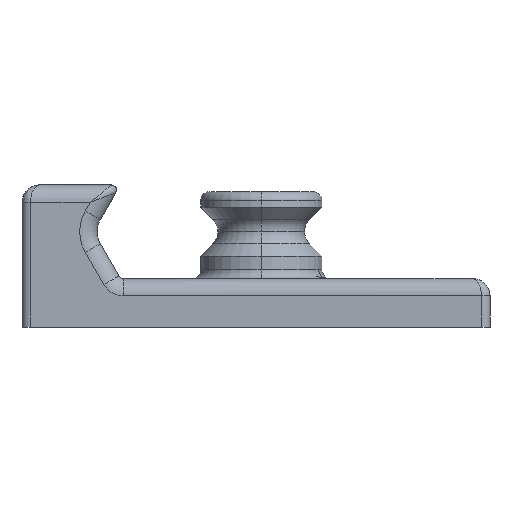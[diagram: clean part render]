
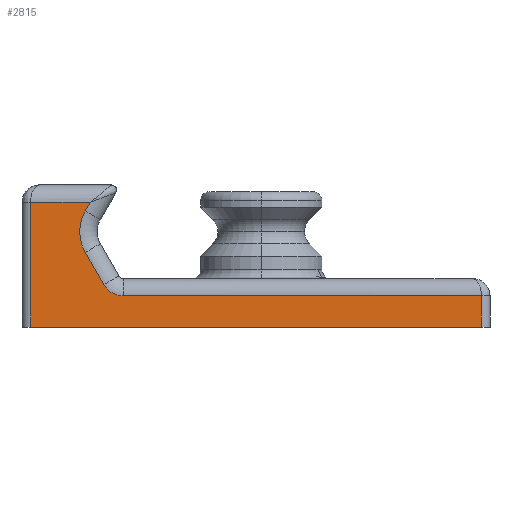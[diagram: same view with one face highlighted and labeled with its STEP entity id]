
A CAD part, left-side view. The second image highlights one B-rep face of the part: STEP entity #2815.
In plain terms, the highlighted planar face has unit normal (-1, 0, 0).
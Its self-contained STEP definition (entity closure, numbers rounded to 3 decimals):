
#72 = CARTESIAN_POINT ( 'NONE',  ( 0., 22.454, 8.25 ) ) ;
#132 = DIRECTION ( 'NONE',  ( 0., -1., 0. ) ) ;
#139 = ORIENTED_EDGE ( 'NONE', *, *, #1329, .T. ) ;
#147 = CARTESIAN_POINT ( 'NONE',  ( 0., 0.5, 0. ) ) ;
#160 = CARTESIAN_POINT ( 'NONE',  ( 0., 23.06, 7.2 ) ) ;
#235 = ORIENTED_EDGE ( 'NONE', *, *, #3058, .T. ) ;
#257 = AXIS2_PLACEMENT_3D ( 'NONE', #3578, #3048, #3326 ) ;
#268 = AXIS2_PLACEMENT_3D ( 'NONE', #2784, #2386, #3376 ) ;
#285 = PLANE ( 'NONE',  #257 ) ;
#319 = VECTOR ( 'NONE', #1555, 1000. ) ;
#363 = CARTESIAN_POINT ( 'NONE',  ( 0., 0.5, 2.8 ) ) ;
#386 = CIRCLE ( 'NONE', #2750, 2.4 ) ;
#443 = VECTOR ( 'NONE', #132, 1000. ) ;
#450 = CARTESIAN_POINT ( 'NONE',  ( 0., 0., 0. ) ) ;
#493 = DIRECTION ( 'NONE',  ( 1., 0., 0. ) ) ;
#503 = VERTEX_POINT ( 'NONE', #2171 ) ;
#508 = ORIENTED_EDGE ( 'NONE', *, *, #3342, .T. ) ;
#521 = DIRECTION ( 'NONE',  ( 0., 0.5, 0.866 ) ) ;
#530 = EDGE_CURVE ( 'NONE', #3266, #1598, #2890, .T. ) ;
#553 = CARTESIAN_POINT ( 'NONE',  ( 0., 0.5, 1.8 ) ) ;
#688 = EDGE_CURVE ( 'NONE', #2576, #3555, #3856, .T. ) ;
#816 = EDGE_LOOP ( 'NONE', ( #2630, #2654, #139, #508, #3855, #1554, #2629, #3585, #235 ) ) ;
#923 = VERTEX_POINT ( 'NONE', #3948 ) ;
#1026 = LINE ( 'NONE', #363, #319 ) ;
#1032 = DIRECTION ( 'NONE',  ( 0., 0., -1. ) ) ;
#1064 = CARTESIAN_POINT ( 'NONE',  ( 0., 21.27, 5.5 ) ) ;
#1137 = VECTOR ( 'NONE', #2721, 1000. ) ;
#1234 = FACE_OUTER_BOUND ( 'NONE', #816, .T. ) ;
#1317 = VERTEX_POINT ( 'NONE', #147 ) ;
#1329 = EDGE_CURVE ( 'NONE', #503, #923, #1396, .T. ) ;
#1371 = VERTEX_POINT ( 'NONE', #553 ) ;
#1396 = LINE ( 'NONE', #2616, #2528 ) ;
#1478 = CARTESIAN_POINT ( 'NONE',  ( 0., 23.349, 4.3 ) ) ;
#1517 = EDGE_CURVE ( 'NONE', #1371, #2576, #2941, .T. ) ;
#1554 = ORIENTED_EDGE ( 'NONE', *, *, #1517, .T. ) ;
#1555 = DIRECTION ( 'NONE',  ( 0., 0., 1. ) ) ;
#1598 = VERTEX_POINT ( 'NONE', #160 ) ;
#1627 = VECTOR ( 'NONE', #1914, 1000. ) ;
#1634 = EDGE_CURVE ( 'NONE', #3555, #1716, #2988, .T. ) ;
#1716 = VERTEX_POINT ( 'NONE', #1478 ) ;
#1914 = DIRECTION ( 'NONE',  ( 0., -0.5, 0.866 ) ) ;
#2009 = DIRECTION ( 'NONE',  ( 0., 1., 0. ) ) ;
#2171 = CARTESIAN_POINT ( 'NONE',  ( 0., 26.5, 7.2 ) ) ;
#2285 = DIRECTION ( 'NONE',  ( 0., 0., -1. ) ) ;
#2309 = CARTESIAN_POINT ( 'NONE',  ( 0., 23.349, 4.3 ) ) ;
#2386 = DIRECTION ( 'NONE',  ( 1., 0., 0. ) ) ;
#2510 = EDGE_CURVE ( 'NONE', #1598, #503, #3661, .T. ) ;
#2528 = VECTOR ( 'NONE', #1032, 1000. ) ;
#2557 = EDGE_CURVE ( 'NONE', #1317, #1371, #1026, .T. ) ;
#2576 = VERTEX_POINT ( 'NONE', #3426 ) ;
#2605 = CARTESIAN_POINT ( 'NONE',  ( 0., 0., 1.8 ) ) ;
#2616 = CARTESIAN_POINT ( 'NONE',  ( 0., 26.5, 2.8 ) ) ;
#2629 = ORIENTED_EDGE ( 'NONE', *, *, #688, .T. ) ;
#2630 = ORIENTED_EDGE ( 'NONE', *, *, #530, .T. ) ;
#2654 = ORIENTED_EDGE ( 'NONE', *, *, #2510, .T. ) ;
#2721 = DIRECTION ( 'NONE',  ( 0., 1., 0. ) ) ;
#2750 = AXIS2_PLACEMENT_3D ( 'NONE', #1064, #493, #2285 ) ;
#2784 = CARTESIAN_POINT ( 'NONE',  ( 0., 21.155, 3.1 ) ) ;
#2815 = ADVANCED_FACE ( 'NONE', ( #1234 ), #285, .F. ) ;
#2826 = CARTESIAN_POINT ( 'NONE',  ( 0., 23.349, 6.7 ) ) ;
#2890 = LINE ( 'NONE', #72, #1627 ) ;
#2911 = LINE ( 'NONE', #450, #443 ) ;
#2941 = LINE ( 'NONE', #2605, #3064 ) ;
#2978 = CARTESIAN_POINT ( 'NONE',  ( 0., 22.281, 2.45 ) ) ;
#2988 = LINE ( 'NONE', #2309, #3951 ) ;
#3048 = DIRECTION ( 'NONE',  ( 1., 0., 0. ) ) ;
#3058 = EDGE_CURVE ( 'NONE', #1716, #3266, #386, .T. ) ;
#3064 = VECTOR ( 'NONE', #2009, 1000. ) ;
#3266 = VERTEX_POINT ( 'NONE', #2826 ) ;
#3326 = DIRECTION ( 'NONE',  ( 0., 0., -1. ) ) ;
#3333 = CARTESIAN_POINT ( 'NONE',  ( 0., 26.5, 7.2 ) ) ;
#3342 = EDGE_CURVE ( 'NONE', #923, #1317, #2911, .T. ) ;
#3376 = DIRECTION ( 'NONE',  ( 0., 0., -1. ) ) ;
#3426 = CARTESIAN_POINT ( 'NONE',  ( 0., 21.155, 1.8 ) ) ;
#3555 = VERTEX_POINT ( 'NONE', #2978 ) ;
#3578 = CARTESIAN_POINT ( 'NONE',  ( 0., 0., 2.8 ) ) ;
#3585 = ORIENTED_EDGE ( 'NONE', *, *, #1634, .T. ) ;
#3661 = LINE ( 'NONE', #3333, #1137 ) ;
#3855 = ORIENTED_EDGE ( 'NONE', *, *, #2557, .T. ) ;
#3856 = CIRCLE ( 'NONE', #268, 1.3 ) ;
#3948 = CARTESIAN_POINT ( 'NONE',  ( 0., 26.5, 0. ) ) ;
#3951 = VECTOR ( 'NONE', #521, 1000. ) ;
